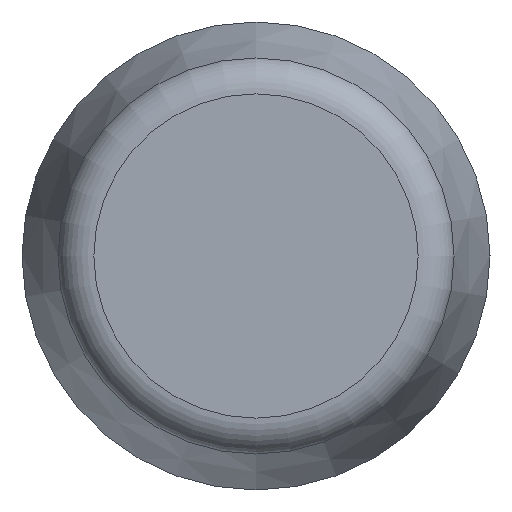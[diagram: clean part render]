
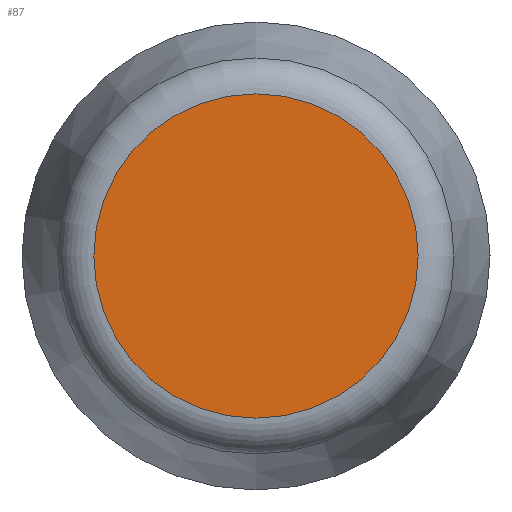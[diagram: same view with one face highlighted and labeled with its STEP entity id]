
A CAD part, left-side view. The second image highlights one B-rep face of the part: STEP entity #87.
In plain terms, the highlighted planar face has unit normal (-1, 0, 0).
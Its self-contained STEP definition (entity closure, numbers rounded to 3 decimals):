
#21=PLANE('',#116);
#28=FACE_OUTER_BOUND('',#35,.T.);
#35=EDGE_LOOP('',(#79));
#43=CIRCLE('',#110,4.4);
#50=VERTEX_POINT('',#160);
#57=EDGE_CURVE('',#50,#50,#43,.T.);
#79=ORIENTED_EDGE('',*,*,#57,.F.);
#87=ADVANCED_FACE('',(#28),#21,.F.);
#110=AXIS2_PLACEMENT_3D('',#161,#133,#134);
#116=AXIS2_PLACEMENT_3D('',#171,#146,#147);
#133=DIRECTION('center_axis',(1.,0.,0.));
#134=DIRECTION('ref_axis',(0.,0.,-1.));
#146=DIRECTION('center_axis',(1.,0.,0.));
#147=DIRECTION('ref_axis',(0.,0.,-1.));
#160=CARTESIAN_POINT('',(-5.,0.,-4.4));
#161=CARTESIAN_POINT('Origin',(-5.,0.,0.));
#171=CARTESIAN_POINT('Origin',(-5.,0.,0.));
